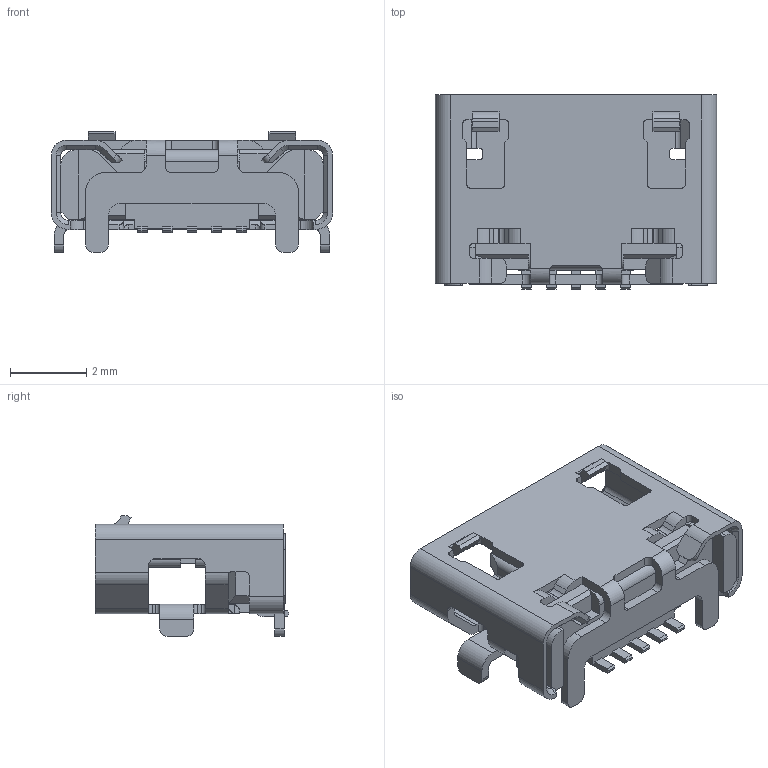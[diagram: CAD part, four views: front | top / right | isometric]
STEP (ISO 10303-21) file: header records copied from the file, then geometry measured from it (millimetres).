
FILE_DESCRIPTION(('CoCreate Modeling STEP Export'),'2;1');
FILE_NAME('1.stp','2018-01-03T17:16:40',(''),(''),'CoCreate Modeling STEP processor for AP214 (Solid Model)','CoCreate Modeling 16.00 13-May-2008 (C) Parametric Technology GmbH','');
FILE_SCHEMA(('AUTOMOTIVE_DESIGN { 1 0 10303 214 1 1 1 1 }'));
Length unit declared in the file: millimetre
Products named in the file (3): HOSING; MOLDING_ASM; molding_asm.stp
Assembly tree (2 placements, depth 3):
  molding_asm.stp
    MOLDING_ASM
      HOSING
Bounding box: 7.4 x 5.1 x 3.18 mm (x, y, z)
Surface area: 247.4 mm2 (no closed solid volume)
Topology: 0 solids, 12 shells, 789 faces, 2242 edges, 1448 vertices
Faces by surface type: plane 542, cylinder 209, cone 22, bspline 16
Entity records: 26045 total; most frequent: CARTESIAN_POINT 5599, ORIENTED_EDGE 4502, DIRECTION 3989, EDGE_CURVE 2242, VECTOR 1663, LINE 1663, VERTEX_POINT 1448, AXIS2_PLACEMENT_3D 1163
